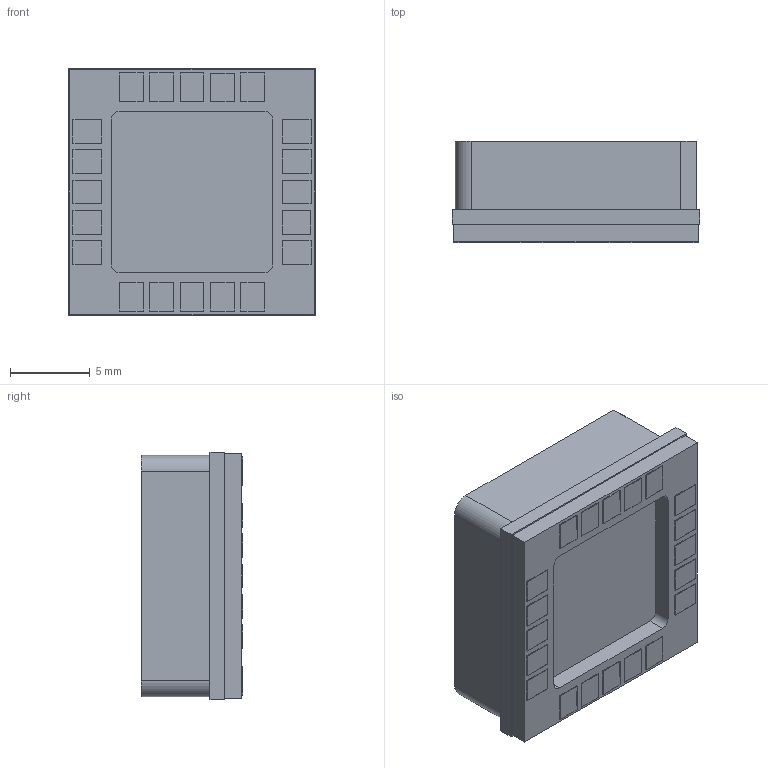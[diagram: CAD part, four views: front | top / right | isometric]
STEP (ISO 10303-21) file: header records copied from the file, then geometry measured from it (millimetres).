
FILE_DESCRIPTION (( 'STEP AP214' ), '1' );
FILE_NAME ('sam-mq8.STEP', '2020-02-27T15:50:44', ( '' ), ( '' ), 'SwSTEP 2.0', 'SolidWorks 2017', '' );
FILE_SCHEMA (( 'AUTOMOTIVE_DESIGN' ));
Length unit declared in the file: millimetre
Products named in the file (2): sam-mq8
Bounding box: 15.5 x 6.35 x 15.5 mm (x, y, z)
Volume: 1340 mm3; surface area: 905.4 mm2
Topology: 1 solids, 1 shells, 388 faces, 1026 edges, 684 vertices
Faces by surface type: plane 314, bspline 58, cylinder 16
Entity records: 15669 total; most frequent: CARTESIAN_POINT 4706, ORIENTED_EDGE 2052, DIRECTION 1606, EDGE_CURVE 1026, VECTOR 878, LINE 878, VERTEX_POINT 684, EDGE_LOOP 432
